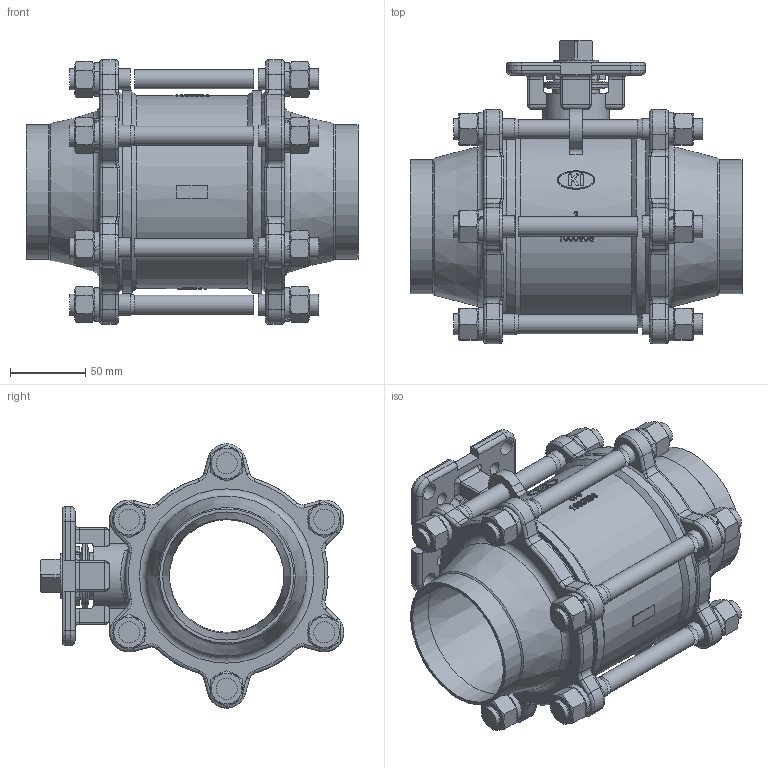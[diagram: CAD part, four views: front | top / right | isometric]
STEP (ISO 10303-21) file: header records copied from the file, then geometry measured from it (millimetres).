
FILE_DESCRIPTION(/* description */ ('STEP AP203'),/* implementation_level */ '2;1');
FILE_NAME(/* name */ 'KV-L31 (ISO1127)-3-barestem.step',/* time_stamp */ '2026-03-11T11:27:57+01:00',/* author */ (''),/* organization */ (''),/* preprocessor_version */ 'ST-DEVELOPER v20.1',/* originating_system */ 'Autodesk Translation Framework v14.24.0.0',/* authorisation */ '');
FILE_SCHEMA (('AUTOMOTIVE_DESIGN { 1 0 10303 214 3 1 1 }'));
Length unit declared in the file: millimetre
Products named in the file (1): DVC-KV-L31-NPS3-¹â¸Ë
Bounding box: 220 x 201.17 x 175.2 mm (x, y, z)
Volume: 1633453.3 mm3; surface area: 296091.1 mm2
Topology: 42 solids, 42 shells, 1216 faces, 2986 edges, 1892 vertices
Faces by surface type: plane 471, cylinder 343, bspline 158, torus 124, cone 120
Full cylindrical faces by diameter (mm): 8.5 x4, 11 x4, 11.835 x12, 12.7 x6, 14 x12, 14.5 x14, 20.637 x1, 21.7 x1, 22.225 x1, 22.35 x2, 24 x6, 24.3 x1, 24.7 x1, 30 x1, 30.9 x1, 31 x5, 44 x1, 44.45 x2, 48 x1, 76 x1, 84.9 x2, 88.9 x2, 134.3 x2
Entity records: 89232 total; most frequent: CARTESIAN_POINT 61358, ORIENTED_EDGE 5956, DIRECTION 5567, EDGE_CURVE 2978, AXIS2_PLACEMENT_3D 2156, VERTEX_POINT 1892, EDGE_LOOP 1362, LINE 1255
